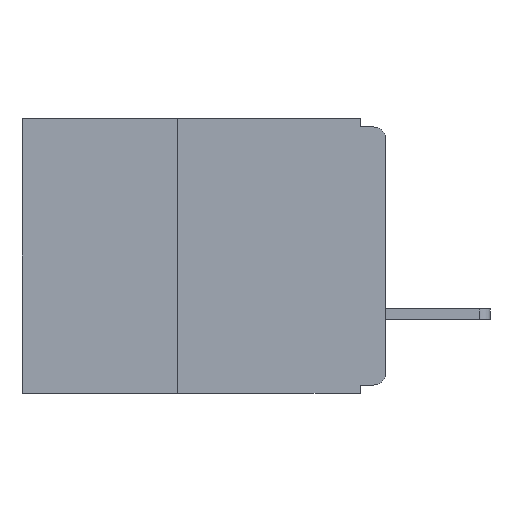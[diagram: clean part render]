
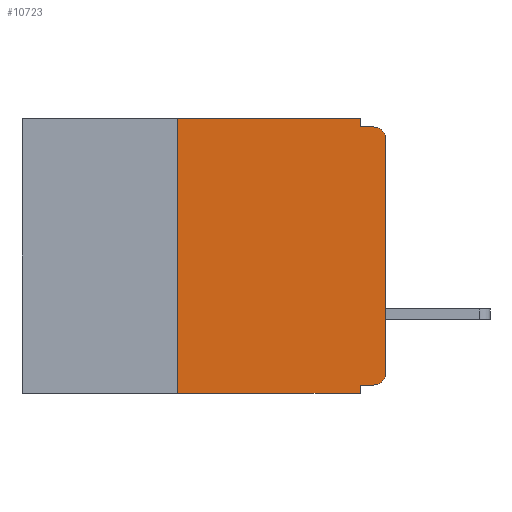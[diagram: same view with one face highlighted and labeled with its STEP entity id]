
A CAD part, left-side view. The second image highlights one B-rep face of the part: STEP entity #10723.
In plain terms, the highlighted planar face has unit normal (-1, 0, 0).
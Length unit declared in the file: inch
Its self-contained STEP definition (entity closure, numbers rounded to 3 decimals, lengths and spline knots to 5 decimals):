
#430 = CARTESIAN_POINT ( 'NONE',  ( 0., 0.031, -0.32 ) ) ;
#569 = ORIENTED_EDGE ( 'NONE', *, *, #1908, .T. ) ;
#663 = ORIENTED_EDGE ( 'NONE', *, *, #2031, .T. ) ;
#670 = DIRECTION ( 'NONE',  ( 0., -1., 0. ) ) ;
#680 = CARTESIAN_POINT ( 'NONE',  ( 0., 0.25, 0. ) ) ;
#775 = ORIENTED_EDGE ( 'NONE', *, *, #1960, .F. ) ;
#862 = ORIENTED_EDGE ( 'NONE', *, *, #2597, .F. ) ;
#994 = ORIENTED_EDGE ( 'NONE', *, *, #9342, .F. ) ;
#1006 = VERTEX_POINT ( 'NONE', #1896 ) ;
#1047 = VERTEX_POINT ( 'NONE', #680 ) ;
#1093 = ORIENTED_EDGE ( 'NONE', *, *, #2610, .F. ) ;
#1103 = ORIENTED_EDGE ( 'NONE', *, *, #2613, .T. ) ;
#1147 = VERTEX_POINT ( 'NONE', #10869 ) ;
#1148 = ORIENTED_EDGE ( 'NONE', *, *, #2626, .F. ) ;
#1161 = ORIENTED_EDGE ( 'NONE', *, *, #2011, .F. ) ;
#1210 = ORIENTED_EDGE ( 'NONE', *, *, #2065, .T. ) ;
#1314 = DIRECTION ( 'NONE',  ( 0., 0., 1. ) ) ;
#1319 = CARTESIAN_POINT ( 'NONE',  ( 0., 0.25, -0.33 ) ) ;
#1356 = CARTESIAN_POINT ( 'NONE',  ( 0., 0.015, -0.32 ) ) ;
#1629 = VERTEX_POINT ( 'NONE', #5525 ) ;
#1777 = DIRECTION ( 'NONE',  ( 0., 0., -1. ) ) ;
#1813 = CARTESIAN_POINT ( 'NONE',  ( 0., 0.437, -0.33 ) ) ;
#1896 = CARTESIAN_POINT ( 'NONE',  ( 0., 0.031, 0. ) ) ;
#1908 = EDGE_CURVE ( 'NONE', #1147, #3054, #9650, .T. ) ;
#1960 = EDGE_CURVE ( 'NONE', #1629, #3628, #9309, .T. ) ;
#1962 = AXIS2_PLACEMENT_3D ( 'NONE', #8947, #8745, #7941 ) ;
#2011 = EDGE_CURVE ( 'NONE', #6668, #3257, #8794, .T. ) ;
#2018 = AXIS2_PLACEMENT_3D ( 'NONE', #8984, #9200, #6486 ) ;
#2031 = EDGE_CURVE ( 'NONE', #3054, #3628, #8741, .T. ) ;
#2065 = EDGE_CURVE ( 'NONE', #6668, #1147, #8704, .T. ) ;
#2457 = VECTOR ( 'NONE', #5333, 39.37008 ) ;
#2465 = LINE ( 'NONE', #5401, #2457 ) ;
#2597 = EDGE_CURVE ( 'NONE', #1006, #1629, #6436, .T. ) ;
#2600 = CARTESIAN_POINT ( 'NONE',  ( 0., 0.031, 0. ) ) ;
#2610 = EDGE_CURVE ( 'NONE', #5912, #1047, #6462, .T. ) ;
#2613 = EDGE_CURVE ( 'NONE', #5912, #7720, #6556, .T. ) ;
#2626 = EDGE_CURVE ( 'NONE', #3257, #7720, #6330, .T. ) ;
#3054 = VERTEX_POINT ( 'NONE', #9494 ) ;
#3136 = CARTESIAN_POINT ( 'NONE',  ( 0., 0., -0.32 ) ) ;
#3257 = VERTEX_POINT ( 'NONE', #430 ) ;
#3607 = PLANE ( 'NONE',  #5071 ) ;
#3628 = VERTEX_POINT ( 'NONE', #9565 ) ;
#4579 = CARTESIAN_POINT ( 'NONE',  ( 0., 0.437, 0. ) ) ;
#5071 = AXIS2_PLACEMENT_3D ( 'NONE', #4579, #11843, #6494 ) ;
#5333 = DIRECTION ( 'NONE',  ( 0., -1., 0. ) ) ;
#5401 = CARTESIAN_POINT ( 'NONE',  ( 0., 0.437, 0. ) ) ;
#5525 = CARTESIAN_POINT ( 'NONE',  ( 0., 0.031, -0.01 ) ) ;
#5912 = VERTEX_POINT ( 'NONE', #10393 ) ;
#6309 = VECTOR ( 'NONE', #11104, 39.37008 ) ;
#6330 = LINE ( 'NONE', #8755, #6309 ) ;
#6371 = VECTOR ( 'NONE', #1314, 39.37008 ) ;
#6386 = VECTOR ( 'NONE', #11472, 39.37008 ) ;
#6397 = VECTOR ( 'NONE', #1777, 39.37008 ) ;
#6436 = LINE ( 'NONE', #2600, #6397 ) ;
#6462 = LINE ( 'NONE', #1319, #6371 ) ;
#6486 = DIRECTION ( 'NONE',  ( 0., 0., -1. ) ) ;
#6494 = DIRECTION ( 'NONE',  ( 0., 0., -1. ) ) ;
#6556 = LINE ( 'NONE', #1813, #6386 ) ;
#6572 = CARTESIAN_POINT ( 'NONE',  ( 0., 0., -0.01 ) ) ;
#6668 = VERTEX_POINT ( 'NONE', #1356 ) ;
#6678 = EDGE_LOOP ( 'NONE', ( #569, #663, #775, #862, #994, #1093, #1103, #1148, #1161, #1210 ) ) ;
#7290 = CARTESIAN_POINT ( 'NONE',  ( 0., 0., 0. ) ) ;
#7720 = VERTEX_POINT ( 'NONE', #11716 ) ;
#7941 = DIRECTION ( 'NONE',  ( 0., 0., -1. ) ) ;
#8704 = CIRCLE ( 'NONE', #1962, 0.015 ) ;
#8741 = CIRCLE ( 'NONE', #2018, 0.015 ) ;
#8745 = DIRECTION ( 'NONE',  ( -1., 0., 0. ) ) ;
#8755 = CARTESIAN_POINT ( 'NONE',  ( 0., 0.031, -0.33 ) ) ;
#8794 = LINE ( 'NONE', #3136, #8805 ) ;
#8805 = VECTOR ( 'NONE', #11550, 39.37008 ) ;
#8947 = CARTESIAN_POINT ( 'NONE',  ( 0., 0.015, -0.305 ) ) ;
#8984 = CARTESIAN_POINT ( 'NONE',  ( 0., 0.015, -0.025 ) ) ;
#9200 = DIRECTION ( 'NONE',  ( -1., 0., 0. ) ) ;
#9279 = VECTOR ( 'NONE', #670, 39.37008 ) ;
#9309 = LINE ( 'NONE', #6572, #9279 ) ;
#9342 = EDGE_CURVE ( 'NONE', #1047, #1006, #2465, .T. ) ;
#9494 = CARTESIAN_POINT ( 'NONE',  ( 0., 0., -0.025 ) ) ;
#9537 = VECTOR ( 'NONE', #11485, 39.37008 ) ;
#9565 = CARTESIAN_POINT ( 'NONE',  ( 0., 0.015, -0.01 ) ) ;
#9650 = LINE ( 'NONE', #7290, #9537 ) ;
#10393 = CARTESIAN_POINT ( 'NONE',  ( 0., 0.25, -0.33 ) ) ;
#10723 = ADVANCED_FACE ( 'NONE', ( #11852 ), #3607, .F. ) ;
#10869 = CARTESIAN_POINT ( 'NONE',  ( 0., 0., -0.305 ) ) ;
#11104 = DIRECTION ( 'NONE',  ( 0., 0., -1. ) ) ;
#11472 = DIRECTION ( 'NONE',  ( 0., -1., 0. ) ) ;
#11485 = DIRECTION ( 'NONE',  ( 0., 0., 1. ) ) ;
#11550 = DIRECTION ( 'NONE',  ( 0., 1., 0. ) ) ;
#11716 = CARTESIAN_POINT ( 'NONE',  ( 0., 0.031, -0.33 ) ) ;
#11843 = DIRECTION ( 'NONE',  ( 1., 0., 0. ) ) ;
#11852 = FACE_OUTER_BOUND ( 'NONE', #6678, .T. ) ;
